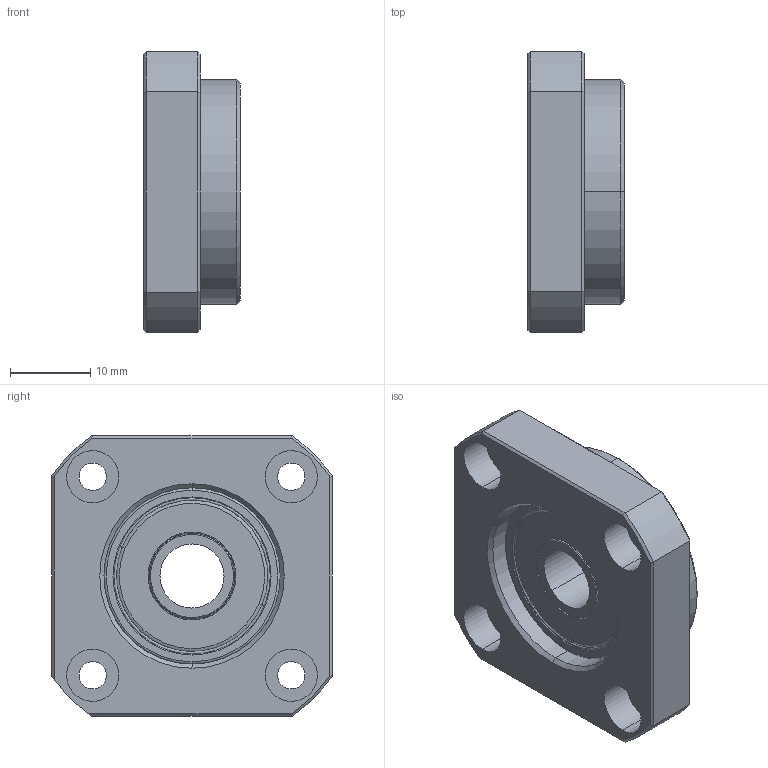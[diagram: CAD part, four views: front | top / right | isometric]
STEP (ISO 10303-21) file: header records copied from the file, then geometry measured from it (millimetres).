
FILE_DESCRIPTION(/* description */ ('Alibre Inc.'),/* implementation_level */ '2;1');
FILE_NAME(/* name */ 'export0',/* time_stamp */ '2017-01-28T13:59:16+01:00',/* author */ (''),/* organization */ (''),/* preprocessor_version */ 'ST-DEVELOPER v14',/* originating_system */ 'Alibre',/* authorisation */ '');
FILE_SCHEMA (('AUTOMOTIVE_DESIGN'));
Length unit declared in the file: millimetre
Products named in the file (13): FF10X
Bounding box: 12 x 35 x 35 mm (x, y, z)
Volume: 7659.5 mm3; surface area: 7026.9 mm2
Topology: 12 solids, 12 shells, 176 faces, 392 edges, 231 vertices
Faces by surface type: torus 62, cylinder 52, plane 31, cone 17, sphere 14
Entity records: 4998 total; most frequent: DIRECTION 923, CARTESIAN_POINT 823, ORIENTED_EDGE 706, AXIS2_PLACEMENT_3D 467, EDGE_CURVE 353, CIRCLE 255, VERTEX_POINT 210, EDGE_LOOP 203
